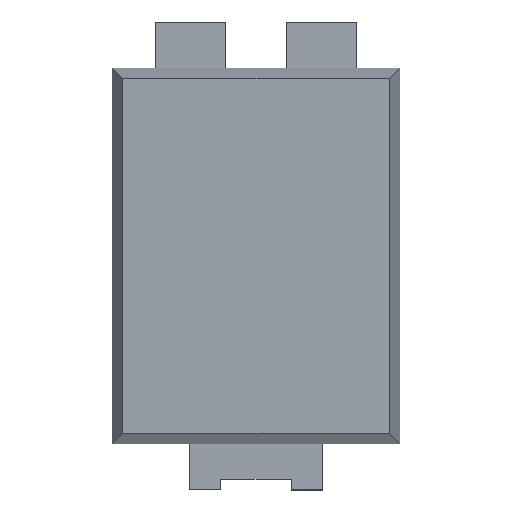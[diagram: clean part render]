
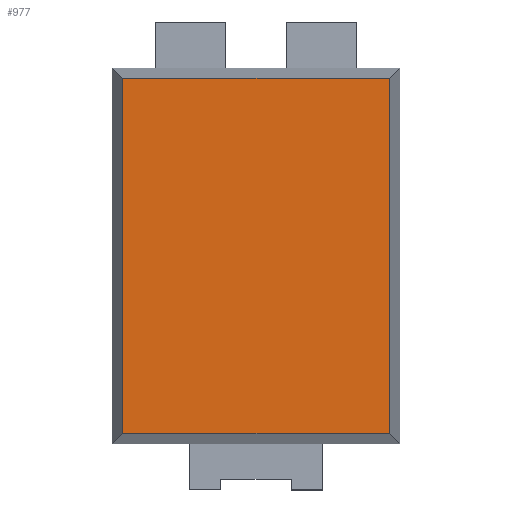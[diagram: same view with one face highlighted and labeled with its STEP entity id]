
A CAD part, top view. The second image highlights one B-rep face of the part: STEP entity #977.
In plain terms, the highlighted face is planar.
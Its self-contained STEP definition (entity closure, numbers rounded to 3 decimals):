
#73=FACE_OUTER_BOUND('',#128,.T.);
#128=EDGE_LOOP('',(#754,#755,#756,#757));
#217=LINE('',#1519,#348);
#218=LINE('',#1521,#349);
#219=LINE('',#1523,#350);
#220=LINE('',#1524,#351);
#348=VECTOR('',#1247,1.);
#349=VECTOR('',#1248,1.);
#350=VECTOR('',#1249,1.);
#351=VECTOR('',#1250,1.);
#459=VERTEX_POINT('',#1517);
#460=VERTEX_POINT('',#1518);
#461=VERTEX_POINT('',#1520);
#462=VERTEX_POINT('',#1522);
#563=EDGE_CURVE('',#459,#460,#217,.T.);
#564=EDGE_CURVE('',#460,#461,#218,.T.);
#565=EDGE_CURVE('',#461,#462,#219,.T.);
#566=EDGE_CURVE('',#462,#459,#220,.T.);
#754=ORIENTED_EDGE('',*,*,#563,.T.);
#755=ORIENTED_EDGE('',*,*,#564,.T.);
#756=ORIENTED_EDGE('',*,*,#565,.T.);
#757=ORIENTED_EDGE('',*,*,#566,.T.);
#922=PLANE('',#1087);
#977=ADVANCED_FACE('',(#73),#922,.T.);
#1087=AXIS2_PLACEMENT_3D('',#1516,#1245,#1246);
#1245=DIRECTION('center_axis',(0.,1.,0.));
#1246=DIRECTION('ref_axis',(0.,0.,1.));
#1247=DIRECTION('',(1.,0.,0.));
#1248=DIRECTION('',(0.,0.,-1.));
#1249=DIRECTION('',(-1.,0.,0.));
#1250=DIRECTION('',(0.,0.,1.));
#1516=CARTESIAN_POINT('Origin',(-9.568,-6.826,0.));
#1517=CARTESIAN_POINT('',(-11.447,-6.826,2.504));
#1518=CARTESIAN_POINT('',(-7.689,-6.826,2.504));
#1519=CARTESIAN_POINT('',(-9.568,-6.826,2.504));
#1520=CARTESIAN_POINT('',(-7.689,-6.826,-2.504));
#1521=CARTESIAN_POINT('',(-7.689,-6.826,0.));
#1522=CARTESIAN_POINT('',(-11.447,-6.826,-2.504));
#1523=CARTESIAN_POINT('',(-9.568,-6.826,-2.504));
#1524=CARTESIAN_POINT('',(-11.447,-6.826,0.));
